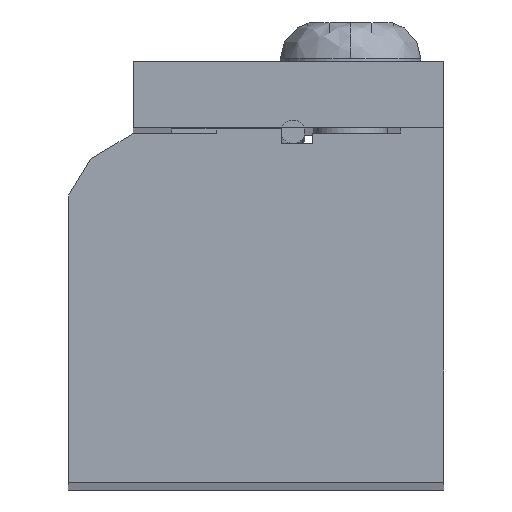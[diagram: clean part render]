
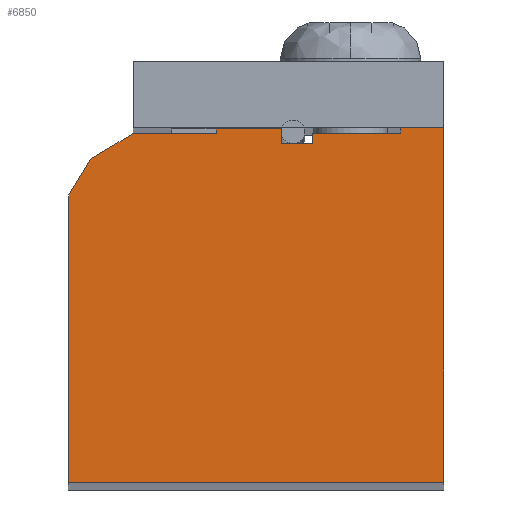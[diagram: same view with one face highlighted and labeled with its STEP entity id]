
A CAD part, top view. The second image highlights one B-rep face of the part: STEP entity #6850.
In plain terms, the highlighted planar face has unit normal (0, 0, 1).
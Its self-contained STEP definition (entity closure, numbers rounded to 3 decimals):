
#74 = VERTEX_POINT ( 'NONE', #5575 ) ;
#94 = DIRECTION ( 'NONE',  ( 0., -1., 0. ) ) ;
#108 = DIRECTION ( 'NONE',  ( 0., 0., 1. ) ) ;
#198 = DIRECTION ( 'NONE',  ( -1., 0., 0. ) ) ;
#218 = CARTESIAN_POINT ( 'NONE',  ( 97.066, 262.324, 150. ) ) ;
#276 = DIRECTION ( 'NONE',  ( 0., 1., 0. ) ) ;
#304 = CARTESIAN_POINT ( 'NONE',  ( 93.716, 263.024, 150. ) ) ;
#392 = CARTESIAN_POINT ( 'NONE',  ( 90.56, 263.024, 150. ) ) ;
#412 = ORIENTED_EDGE ( 'NONE', *, *, #4955, .F. ) ;
#418 = LINE ( 'NONE', #4969, #6782 ) ;
#505 = ORIENTED_EDGE ( 'NONE', *, *, #1577, .T. ) ;
#581 = VECTOR ( 'NONE', #5855, 1000. ) ;
#707 = DIRECTION ( 'NONE',  ( 0., 1., 0. ) ) ;
#727 = VERTEX_POINT ( 'NONE', #5981 ) ;
#823 = VECTOR ( 'NONE', #5675, 1000. ) ;
#1029 = EDGE_CURVE ( 'NONE', #1839, #727, #7016, .T. ) ;
#1074 = ORIENTED_EDGE ( 'NONE', *, *, #5298, .T. ) ;
#1094 = CARTESIAN_POINT ( 'NONE',  ( 94.966, 263.322, 150. ) ) ;
#1127 = CARTESIAN_POINT ( 'NONE',  ( 97.066, 263.024, 150. ) ) ;
#1132 = VERTEX_POINT ( 'NONE', #3990 ) ;
#1219 = LINE ( 'NONE', #6616, #823 ) ;
#1232 = CARTESIAN_POINT ( 'NONE',  ( 103.06, 263.424, 150. ) ) ;
#1253 = VERTEX_POINT ( 'NONE', #3524 ) ;
#1286 = VERTEX_POINT ( 'NONE', #3451 ) ;
#1299 = CARTESIAN_POINT ( 'NONE',  ( 103.06, 263.024, 150. ) ) ;
#1403 = EDGE_CURVE ( 'NONE', #2022, #1813, #2801, .T. ) ;
#1440 = CARTESIAN_POINT ( 'NONE',  ( 105.96, 239.424, 150. ) ) ;
#1577 = EDGE_CURVE ( 'NONE', #5993, #74, #7308, .T. ) ;
#1735 = CARTESIAN_POINT ( 'NONE',  ( 80.56, 258.785, 150. ) ) ;
#1813 = VERTEX_POINT ( 'NONE', #1127 ) ;
#1839 = VERTEX_POINT ( 'NONE', #1094 ) ;
#1854 = CARTESIAN_POINT ( 'NONE',  ( 105.96, 263.424, 150. ) ) ;
#1857 = CARTESIAN_POINT ( 'NONE',  ( 90.56, 263.024, 150. ) ) ;
#1903 = DIRECTION ( 'NONE',  ( 0., 1., 0. ) ) ;
#2022 = VERTEX_POINT ( 'NONE', #218 ) ;
#2080 = EDGE_CURVE ( 'NONE', #2022, #1132, #1219, .T. ) ;
#2132 = LINE ( 'NONE', #304, #6680 ) ;
#2244 = CARTESIAN_POINT ( 'NONE',  ( 84.96, 263.024, 150. ) ) ;
#2282 = DIRECTION ( 'NONE',  ( -0.857, -0.515, 0. ) ) ;
#2451 = PLANE ( 'NONE',  #7340 ) ;
#2510 = CARTESIAN_POINT ( 'NONE',  ( 103.06, 263.024, 150. ) ) ;
#2532 = EDGE_CURVE ( 'NONE', #4366, #727, #3946, .T. ) ;
#2542 = EDGE_CURVE ( 'NONE', #3326, #7159, #4082, .T. ) ;
#2585 = EDGE_CURVE ( 'NONE', #3326, #1813, #2132, .T. ) ;
#2656 = VECTOR ( 'NONE', #3670, 1000. ) ;
#2801 = LINE ( 'NONE', #2955, #5679 ) ;
#2818 = LINE ( 'NONE', #3118, #2656 ) ;
#2852 = DIRECTION ( 'NONE',  ( -1., 0., 0. ) ) ;
#2955 = CARTESIAN_POINT ( 'NONE',  ( 97.066, 262.324, 150. ) ) ;
#2957 = DIRECTION ( 'NONE',  ( 0., 1., 0. ) ) ;
#2993 = ORIENTED_EDGE ( 'NONE', *, *, #4095, .F. ) ;
#3081 = VECTOR ( 'NONE', #4487, 1000. ) ;
#3118 = CARTESIAN_POINT ( 'NONE',  ( 82.06, 261.282, 150. ) ) ;
#3326 = VERTEX_POINT ( 'NONE', #2510 ) ;
#3334 = EDGE_CURVE ( 'NONE', #1839, #1132, #3570, .T. ) ;
#3451 = CARTESIAN_POINT ( 'NONE',  ( 105.96, 263.424, 150. ) ) ;
#3524 = CARTESIAN_POINT ( 'NONE',  ( 80.56, 239.424, 150. ) ) ;
#3570 = LINE ( 'NONE', #4779, #4337 ) ;
#3574 = CARTESIAN_POINT ( 'NONE',  ( 93.716, 251.259, 150. ) ) ;
#3640 = VECTOR ( 'NONE', #94, 1000. ) ;
#3670 = DIRECTION ( 'NONE',  ( -0.515, -0.857, 0. ) ) ;
#3902 = VECTOR ( 'NONE', #1903, 1000. ) ;
#3910 = LINE ( 'NONE', #1854, #3640 ) ;
#3946 = LINE ( 'NONE', #1857, #3902 ) ;
#3990 = CARTESIAN_POINT ( 'NONE',  ( 94.966, 262.324, 150. ) ) ;
#4036 = ORIENTED_EDGE ( 'NONE', *, *, #4861, .F. ) ;
#4065 = VECTOR ( 'NONE', #2852, 1000. ) ;
#4082 = LINE ( 'NONE', #1299, #6764 ) ;
#4095 = EDGE_CURVE ( 'NONE', #1286, #6972, #3910, .T. ) ;
#4175 = DIRECTION ( 'NONE',  ( 1., 0., 0. ) ) ;
#4241 = EDGE_LOOP ( 'NONE', ( #4484, #6254, #7226, #6325, #505, #1074, #4036, #412, #2993, #7426, #7203, #4587, #6653, #6106 ) ) ;
#4337 = VECTOR ( 'NONE', #5357, 1000. ) ;
#4366 = VERTEX_POINT ( 'NONE', #392 ) ;
#4407 = CARTESIAN_POINT ( 'NONE',  ( 84.96, 263.024, 150. ) ) ;
#4459 = DIRECTION ( 'NONE',  ( -1., 0., 0. ) ) ;
#4468 = CARTESIAN_POINT ( 'NONE',  ( 93.716, 263.322, 150. ) ) ;
#4484 = ORIENTED_EDGE ( 'NONE', *, *, #3334, .F. ) ;
#4487 = DIRECTION ( 'NONE',  ( -1., 0., 0. ) ) ;
#4587 = ORIENTED_EDGE ( 'NONE', *, *, #2585, .T. ) ;
#4600 = LINE ( 'NONE', #6306, #4065 ) ;
#4769 = VECTOR ( 'NONE', #2282, 1000. ) ;
#4779 = CARTESIAN_POINT ( 'NONE',  ( 94.966, 263.322, 150. ) ) ;
#4861 = EDGE_CURVE ( 'NONE', #1253, #6715, #418, .T. ) ;
#4955 = EDGE_CURVE ( 'NONE', #6972, #1253, #6175, .T. ) ;
#4969 = CARTESIAN_POINT ( 'NONE',  ( 80.56, 239.424, 150. ) ) ;
#5009 = EDGE_CURVE ( 'NONE', #1286, #7159, #4600, .T. ) ;
#5268 = CARTESIAN_POINT ( 'NONE',  ( 93.716, 263.024, 150. ) ) ;
#5298 = EDGE_CURVE ( 'NONE', #74, #6715, #2818, .T. ) ;
#5357 = DIRECTION ( 'NONE',  ( 0., -1., 0. ) ) ;
#5400 = LINE ( 'NONE', #5268, #581 ) ;
#5575 = CARTESIAN_POINT ( 'NONE',  ( 82.06, 261.282, 150. ) ) ;
#5660 = CARTESIAN_POINT ( 'NONE',  ( 105.96, 239.424, 150. ) ) ;
#5675 = DIRECTION ( 'NONE',  ( -1., 0., 0. ) ) ;
#5679 = VECTOR ( 'NONE', #2957, 1000. ) ;
#5855 = DIRECTION ( 'NONE',  ( -1., 0., 0. ) ) ;
#5981 = CARTESIAN_POINT ( 'NONE',  ( 90.56, 263.322, 150. ) ) ;
#5993 = VERTEX_POINT ( 'NONE', #4407 ) ;
#6106 = ORIENTED_EDGE ( 'NONE', *, *, #2080, .T. ) ;
#6175 = LINE ( 'NONE', #5660, #3081 ) ;
#6248 = EDGE_CURVE ( 'NONE', #4366, #5993, #5400, .T. ) ;
#6254 = ORIENTED_EDGE ( 'NONE', *, *, #1029, .T. ) ;
#6306 = CARTESIAN_POINT ( 'NONE',  ( 93.716, 263.424, 150. ) ) ;
#6325 = ORIENTED_EDGE ( 'NONE', *, *, #6248, .T. ) ;
#6616 = CARTESIAN_POINT ( 'NONE',  ( 93.716, 262.324, 150. ) ) ;
#6653 = ORIENTED_EDGE ( 'NONE', *, *, #1403, .F. ) ;
#6680 = VECTOR ( 'NONE', #198, 1000. ) ;
#6715 = VERTEX_POINT ( 'NONE', #1735 ) ;
#6764 = VECTOR ( 'NONE', #707, 1000. ) ;
#6782 = VECTOR ( 'NONE', #276, 1000. ) ;
#6850 = ADVANCED_FACE ( 'NONE', ( #7341 ), #2451, .T. ) ;
#6972 = VERTEX_POINT ( 'NONE', #1440 ) ;
#7009 = VECTOR ( 'NONE', #4459, 1000. ) ;
#7016 = LINE ( 'NONE', #4468, #7009 ) ;
#7159 = VERTEX_POINT ( 'NONE', #1232 ) ;
#7203 = ORIENTED_EDGE ( 'NONE', *, *, #2542, .F. ) ;
#7226 = ORIENTED_EDGE ( 'NONE', *, *, #2532, .F. ) ;
#7308 = LINE ( 'NONE', #2244, #4769 ) ;
#7340 = AXIS2_PLACEMENT_3D ( 'NONE', #3574, #108, #4175 ) ;
#7341 = FACE_OUTER_BOUND ( 'NONE', #4241, .T. ) ;
#7426 = ORIENTED_EDGE ( 'NONE', *, *, #5009, .T. ) ;
